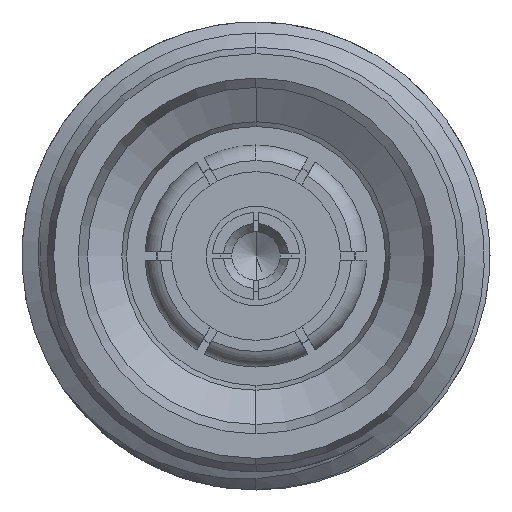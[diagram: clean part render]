
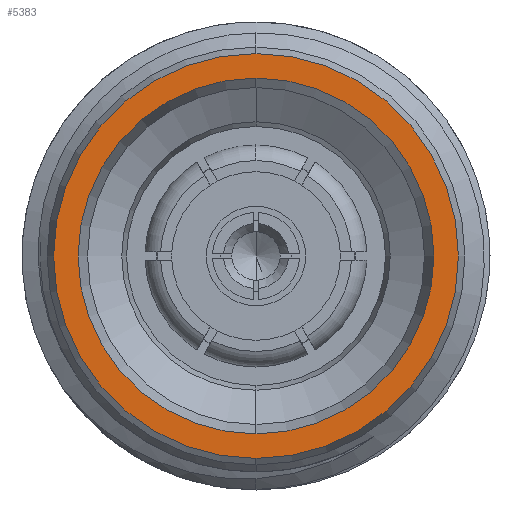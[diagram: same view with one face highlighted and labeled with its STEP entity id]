
A CAD part, left-side view. The second image highlights one B-rep face of the part: STEP entity #5383.
In plain terms, the highlighted planar face has unit normal (-1, 0, 0).
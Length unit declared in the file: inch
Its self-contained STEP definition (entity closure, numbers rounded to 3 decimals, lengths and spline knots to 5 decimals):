
#283 = DIRECTION ( 'NONE',  ( 0., 0., 1. ) ) ;
#296 = CARTESIAN_POINT ( 'NONE',  ( 0., 0., 0. ) ) ;
#699 = DIRECTION ( 'NONE',  ( -1., 0., 0. ) ) ;
#1132 = ORIENTED_EDGE ( 'NONE', *, *, #4718, .T. ) ;
#1185 = CARTESIAN_POINT ( 'NONE',  ( 0., 0., 0. ) ) ;
#1275 = EDGE_CURVE ( 'NONE', #3260, #3108, #2153, .T. ) ;
#1366 = AXIS2_PLACEMENT_3D ( 'NONE', #6005, #699, #2173 ) ;
#1434 = DIRECTION ( 'NONE',  ( 0., 0., 1. ) ) ;
#1651 = CIRCLE ( 'NONE', #3685, 0.20955 ) ;
#1836 = DIRECTION ( 'NONE',  ( 0., 0., 1. ) ) ;
#1837 = CIRCLE ( 'NONE', #2790, 0.23841 ) ;
#2153 = CIRCLE ( 'NONE', #1366, 0.23841 ) ;
#2173 = DIRECTION ( 'NONE',  ( 0., 0., 1. ) ) ;
#2179 = CARTESIAN_POINT ( 'NONE',  ( 0., 0., -0.20955 ) ) ;
#2507 = VERTEX_POINT ( 'NONE', #2179 ) ;
#2525 = PLANE ( 'NONE',  #5402 ) ;
#2790 = AXIS2_PLACEMENT_3D ( 'NONE', #1185, #5561, #283 ) ;
#2836 = CARTESIAN_POINT ( 'NONE',  ( 0., 0., 0.20955 ) ) ;
#2909 = AXIS2_PLACEMENT_3D ( 'NONE', #4815, #4836, #1434 ) ;
#2968 = CARTESIAN_POINT ( 'NONE',  ( 0., 0., 0.23841 ) ) ;
#3079 = ORIENTED_EDGE ( 'NONE', *, *, #4537, .F. ) ;
#3108 = VERTEX_POINT ( 'NONE', #3435 ) ;
#3260 = VERTEX_POINT ( 'NONE', #2968 ) ;
#3264 = DIRECTION ( 'NONE',  ( -1., 0., 0. ) ) ;
#3435 = CARTESIAN_POINT ( 'NONE',  ( 0., 0., -0.23841 ) ) ;
#3531 = VERTEX_POINT ( 'NONE', #2836 ) ;
#3685 = AXIS2_PLACEMENT_3D ( 'NONE', #296, #3264, #1836 ) ;
#4215 = FACE_BOUND ( 'NONE', #6184, .T. ) ;
#4229 = CIRCLE ( 'NONE', #2909, 0.20955 ) ;
#4449 = ORIENTED_EDGE ( 'NONE', *, *, #1275, .T. ) ;
#4500 = EDGE_CURVE ( 'NONE', #3531, #2507, #1651, .T. ) ;
#4537 = EDGE_CURVE ( 'NONE', #2507, #3531, #4229, .T. ) ;
#4718 = EDGE_CURVE ( 'NONE', #3108, #3260, #1837, .T. ) ;
#4815 = CARTESIAN_POINT ( 'NONE',  ( 0., 0., 0. ) ) ;
#4836 = DIRECTION ( 'NONE',  ( -1., 0., 0. ) ) ;
#4863 = EDGE_LOOP ( 'NONE', ( #1132, #4449 ) ) ;
#4986 = DIRECTION ( 'NONE',  ( 1., 0., 0. ) ) ;
#5007 = DIRECTION ( 'NONE',  ( 0., 0., -1. ) ) ;
#5120 = FACE_OUTER_BOUND ( 'NONE', #4863, .T. ) ;
#5383 = ADVANCED_FACE ( 'NONE', ( #4215, #5120 ), #2525, .F. ) ;
#5402 = AXIS2_PLACEMENT_3D ( 'NONE', #6008, #4986, #5007 ) ;
#5561 = DIRECTION ( 'NONE',  ( -1., 0., 0. ) ) ;
#5800 = ORIENTED_EDGE ( 'NONE', *, *, #4500, .F. ) ;
#6005 = CARTESIAN_POINT ( 'NONE',  ( 0., 0., 0. ) ) ;
#6008 = CARTESIAN_POINT ( 'NONE',  ( 0., 0.20955, 0. ) ) ;
#6184 = EDGE_LOOP ( 'NONE', ( #5800, #3079 ) ) ;
